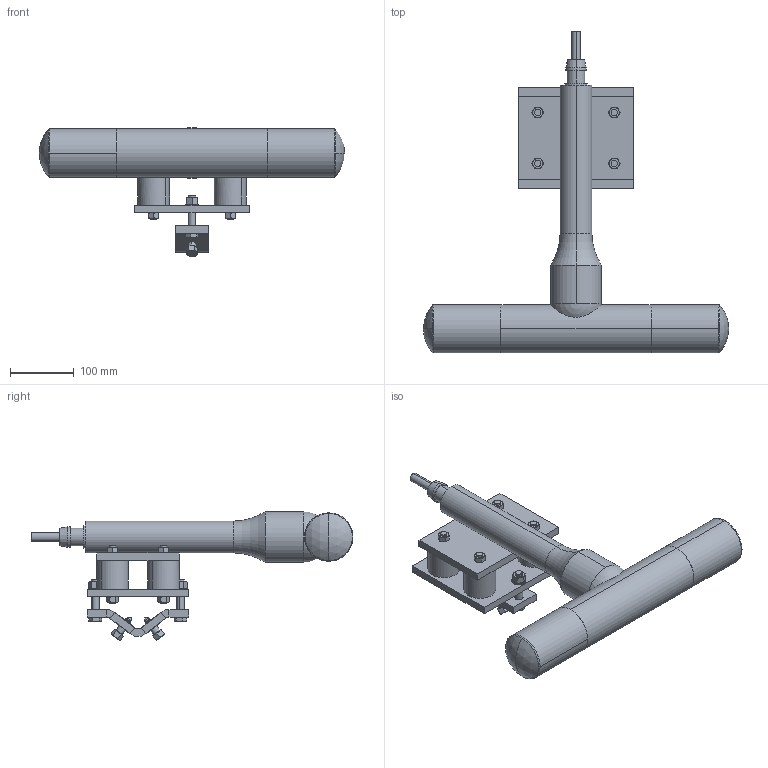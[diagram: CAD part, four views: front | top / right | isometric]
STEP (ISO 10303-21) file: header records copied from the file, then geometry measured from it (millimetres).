
FILE_DESCRIPTION (( 'STEP AP214' ), '1' );
FILE_NAME ('NCXM 760T CC #06976007.STEP', '2013-08-14T09:28:23', ( '' ), ( '' ), 'SwSTEP 2.0', 'SolidWorks 2010', '' );
FILE_SCHEMA (( 'AUTOMOTIVE_DESIGN' ));
Length unit declared in the file: millimetre
Products named in the file (1): NCXM 760T CC #06976007
Bounding box: 480 x 506 x 202.56 mm (x, y, z)
Volume: 3575665.2 mm3; surface area: 439529.9 mm2
Topology: 2 solids, 15 shells, 821 faces, 1914 edges, 1111 vertices
Faces by surface type: plane 327, cone 182, cylinder 166, torus 78, bspline 60, sphere 8
Entity records: 30036 total; most frequent: CARTESIAN_POINT 7213, DIRECTION 3770, ORIENTED_EDGE 3704, EDGE_CURVE 1852, AXIS2_PLACEMENT_3D 1568, VERTEX_POINT 1111, EDGE_LOOP 903, FACE_OUTER_BOUND 821
